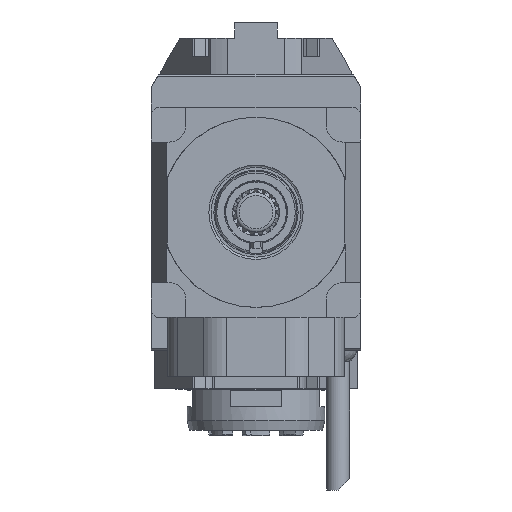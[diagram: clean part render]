
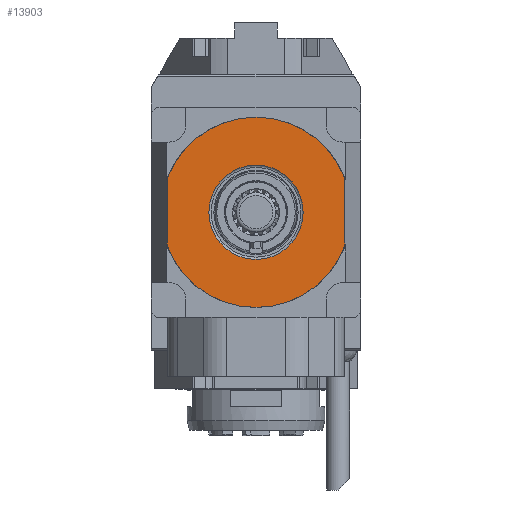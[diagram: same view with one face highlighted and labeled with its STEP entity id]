
A CAD part, front view. The second image highlights one B-rep face of the part: STEP entity #13903.
In plain terms, the highlighted planar face has unit normal (0, -1, 0).
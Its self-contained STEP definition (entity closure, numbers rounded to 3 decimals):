
#973 = ORIENTED_EDGE ( 'NONE', *, *, #18425, .T. ) ;
#1536 = FACE_BOUND ( 'NONE', #22998, .T. ) ;
#2238 = CARTESIAN_POINT ( 'NONE',  ( 0., -70., 0. ) ) ;
#3705 = CIRCLE ( 'NONE', #39100, 14.369 ) ;
#3910 = ORIENTED_EDGE ( 'NONE', *, *, #10833, .F. ) ;
#4456 = CARTESIAN_POINT ( 'NONE',  ( 27., -70., -10.583 ) ) ;
#5022 = CARTESIAN_POINT ( 'NONE',  ( 27., -70., 32. ) ) ;
#8504 = DIRECTION ( 'NONE',  ( 0., 0., -1. ) ) ;
#10833 = EDGE_CURVE ( 'NONE', #22272, #33905, #30253, .T. ) ;
#11864 = CARTESIAN_POINT ( 'NONE',  ( 27., -70., 10.583 ) ) ;
#12288 = VERTEX_POINT ( 'NONE', #24172 ) ;
#12693 = ORIENTED_EDGE ( 'NONE', *, *, #26293, .T. ) ;
#13842 = VERTEX_POINT ( 'NONE', #38077 ) ;
#13903 = ADVANCED_FACE ( 'Defeature completata12_31', ( #29237, #1536 ), #38876, .T. ) ;
#14177 = DIRECTION ( 'NONE',  ( 0., -1., 0. ) ) ;
#14250 = DIRECTION ( 'NONE',  ( 0., -1., 0. ) ) ;
#17149 = DIRECTION ( 'NONE',  ( 0., 0., -1. ) ) ;
#17907 = AXIS2_PLACEMENT_3D ( 'NONE', #36005, #14250, #17149 ) ;
#18425 = EDGE_CURVE ( 'NONE', #22272, #12288, #28575, .T. ) ;
#19269 = LINE ( 'NONE', #22558, #38205 ) ;
#21160 = ORIENTED_EDGE ( 'NONE', *, *, #29836, .T. ) ;
#22272 = VERTEX_POINT ( 'NONE', #11864 ) ;
#22558 = CARTESIAN_POINT ( 'NONE',  ( -27., -70., 32. ) ) ;
#22998 = EDGE_LOOP ( 'NONE', ( #23476 ) ) ;
#23476 = ORIENTED_EDGE ( 'NONE', *, *, #37211, .F. ) ;
#24172 = CARTESIAN_POINT ( 'NONE',  ( -27., -70., 10.583 ) ) ;
#24343 = CIRCLE ( 'NONE', #28936, 29. ) ;
#26293 = EDGE_CURVE ( 'NONE', #12288, #13842, #19269, .T. ) ;
#26840 = DIRECTION ( 'NONE',  ( 0., 0., -1. ) ) ;
#27226 = DIRECTION ( 'NONE',  ( 0., -1., 0. ) ) ;
#27263 = DIRECTION ( 'NONE',  ( 0., -1., 0. ) ) ;
#27847 = VERTEX_POINT ( 'NONE', #34807 ) ;
#28575 = CIRCLE ( 'NONE', #36460, 29. ) ;
#28936 = AXIS2_PLACEMENT_3D ( 'NONE', #32206, #14177, #29755 ) ;
#29237 = FACE_OUTER_BOUND ( 'NONE', #39241, .T. ) ;
#29755 = DIRECTION ( 'NONE',  ( 0., 0., -1. ) ) ;
#29836 = EDGE_CURVE ( 'NONE', #13842, #33905, #24343, .T. ) ;
#30253 = LINE ( 'NONE', #5022, #39612 ) ;
#31747 = DIRECTION ( 'NONE',  ( 0., 0., -1. ) ) ;
#32206 = CARTESIAN_POINT ( 'NONE',  ( 0., -70., 0. ) ) ;
#33905 = VERTEX_POINT ( 'NONE', #4456 ) ;
#34807 = CARTESIAN_POINT ( 'NONE',  ( 0., -70., -14.369 ) ) ;
#36005 = CARTESIAN_POINT ( 'NONE',  ( 0., -70., -29. ) ) ;
#36460 = AXIS2_PLACEMENT_3D ( 'NONE', #36672, #27226, #8504 ) ;
#36672 = CARTESIAN_POINT ( 'NONE',  ( 0., -70., 0. ) ) ;
#37211 = EDGE_CURVE ( 'NONE', #27847, #27847, #3705, .T. ) ;
#38077 = CARTESIAN_POINT ( 'NONE',  ( -27., -70., -10.583 ) ) ;
#38205 = VECTOR ( 'NONE', #31747, 1000. ) ;
#38876 = PLANE ( 'NONE',  #17907 ) ;
#39100 = AXIS2_PLACEMENT_3D ( 'NONE', #2238, #27263, #26840 ) ;
#39241 = EDGE_LOOP ( 'NONE', ( #3910, #973, #12693, #21160 ) ) ;
#39514 = DIRECTION ( 'NONE',  ( 0., 0., -1. ) ) ;
#39612 = VECTOR ( 'NONE', #39514, 1000. ) ;
